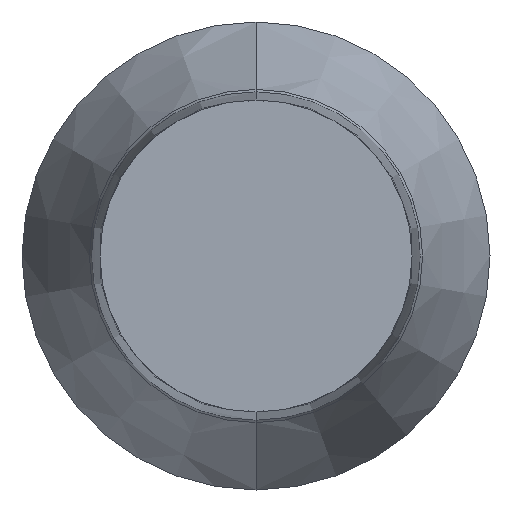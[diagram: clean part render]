
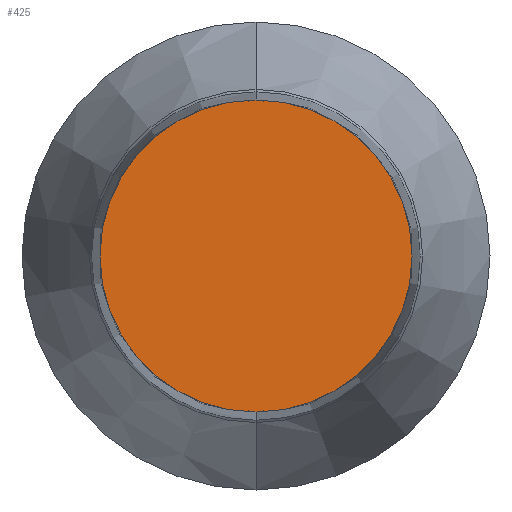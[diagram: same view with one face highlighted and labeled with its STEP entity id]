
A CAD part, front view. The second image highlights one B-rep face of the part: STEP entity #425.
In plain terms, the highlighted planar face has unit normal (0, -1, 0).
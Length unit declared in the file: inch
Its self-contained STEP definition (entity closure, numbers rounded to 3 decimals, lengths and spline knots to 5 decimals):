
#10 = FACE_OUTER_BOUND ( 'NONE', #179, .T. ) ;
#15 = DIRECTION ( 'NONE',  ( 0., 0., -1. ) ) ;
#23 = AXIS2_PLACEMENT_3D ( 'NONE', #450, #276, #132 ) ;
#28 = VERTEX_POINT ( 'NONE', #382 ) ;
#36 = DIRECTION ( 'NONE',  ( 0., -1., 0. ) ) ;
#42 = CARTESIAN_POINT ( 'NONE',  ( 0., 0., 0. ) ) ;
#76 = EDGE_CURVE ( 'NONE', #28, #181, #294, .T. ) ;
#107 = CARTESIAN_POINT ( 'NONE',  ( 0., 0., 0.0625 ) ) ;
#132 = DIRECTION ( 'NONE',  ( 0., 0., -1. ) ) ;
#179 = EDGE_LOOP ( 'NONE', ( #217, #373 ) ) ;
#181 = VERTEX_POINT ( 'NONE', #107 ) ;
#217 = ORIENTED_EDGE ( 'NONE', *, *, #262, .T. ) ;
#256 = PLANE ( 'NONE',  #368 ) ;
#262 = EDGE_CURVE ( 'NONE', #181, #28, #337, .T. ) ;
#276 = DIRECTION ( 'NONE',  ( 0., -1., 0. ) ) ;
#284 = AXIS2_PLACEMENT_3D ( 'NONE', #42, #289, #15 ) ;
#289 = DIRECTION ( 'NONE',  ( 0., -1., 0. ) ) ;
#294 = CIRCLE ( 'NONE', #23, 0.0625 ) ;
#321 = CARTESIAN_POINT ( 'NONE',  ( 0., 0., 0. ) ) ;
#324 = DIRECTION ( 'NONE',  ( 0., 0., -1. ) ) ;
#337 = CIRCLE ( 'NONE', #284, 0.0625 ) ;
#368 = AXIS2_PLACEMENT_3D ( 'NONE', #321, #36, #324 ) ;
#373 = ORIENTED_EDGE ( 'NONE', *, *, #76, .T. ) ;
#382 = CARTESIAN_POINT ( 'NONE',  ( 0., 0., -0.0625 ) ) ;
#425 = ADVANCED_FACE ( 'NONE', ( #10 ), #256, .T. ) ;
#450 = CARTESIAN_POINT ( 'NONE',  ( 0., 0., 0. ) ) ;
